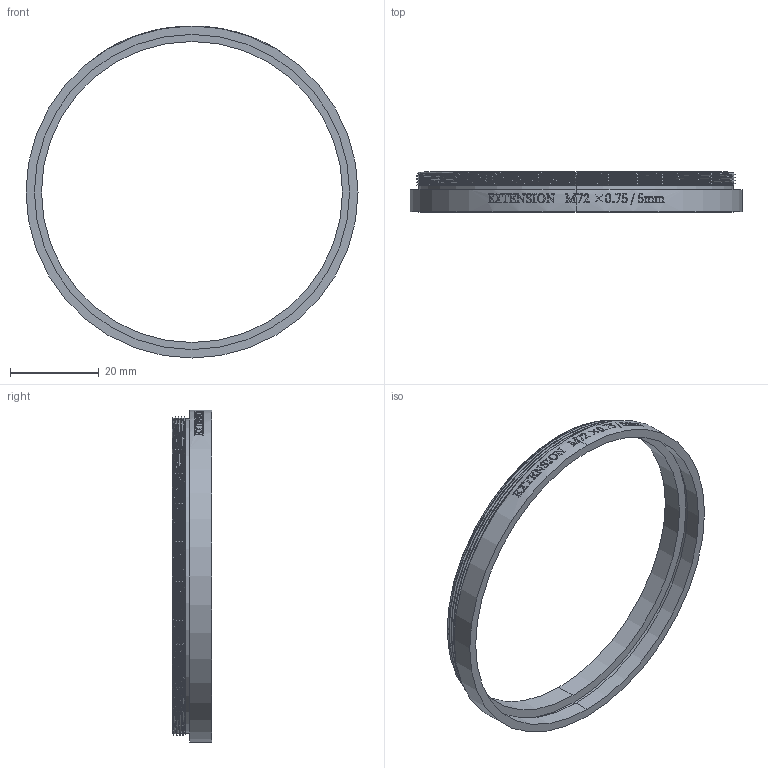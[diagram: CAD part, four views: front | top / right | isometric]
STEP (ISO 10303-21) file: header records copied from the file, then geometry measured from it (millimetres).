
FILE_DESCRIPTION (( 'STEP AP203' ), '1' );
FILE_NAME ('5mm.STEP', '2020-06-01T08:08:55', ( '' ), ( '' ), 'SwSTEP 2.0', 'SolidWorks 2019', '' );
FILE_SCHEMA (( 'CONFIG_CONTROL_DESIGN' ));
Length unit declared in the file: millimetre
Products named in the file (1): 5mm
Bounding box: 75 x 9 x 75 mm (x, y, z)
Volume: 3706.2 mm3; surface area: 6338.3 mm2
Topology: 1 solids, 1 shells, 55 faces, 976 edges, 949 vertices
Faces by surface type: cylinder 43, plane 6, cone 3, bspline 3
Entity records: 16216 total; most frequent: CARTESIAN_POINT 10585, ORIENTED_EDGE 1952, EDGE_CURVE 976, VERTEX_POINT 949, B_SPLINE_CURVE_WITH_KNOTS 843, DIRECTION 276, AXIS2_PLACEMENT_3D 109, EDGE_LOOP 83
